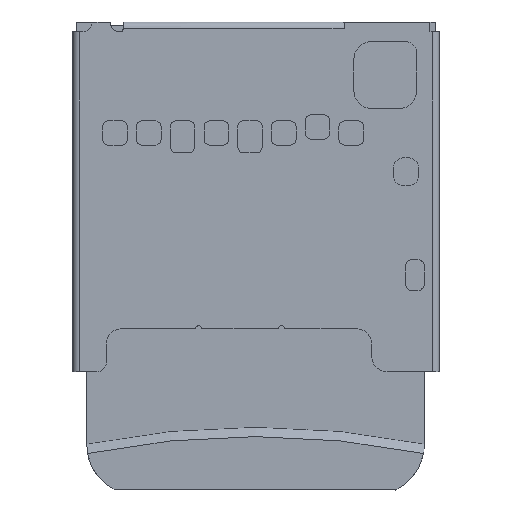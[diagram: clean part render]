
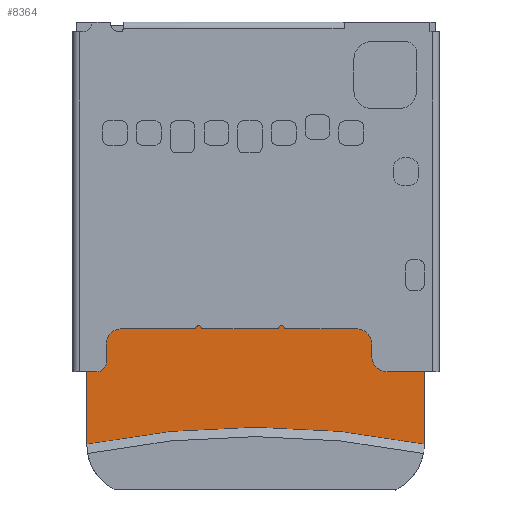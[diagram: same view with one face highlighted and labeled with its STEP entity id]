
A CAD part, top view. The second image highlights one B-rep face of the part: STEP entity #8364.
In plain terms, the highlighted planar face has unit normal (0, 0, 1).
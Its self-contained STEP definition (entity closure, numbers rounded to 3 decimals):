
#495=CIRCLE('',#9104,27.742);
#496=CIRCLE('',#9105,0.705);
#497=CIRCLE('',#9106,0.705);
#914=FACE_OUTER_BOUND('',#1358,.T.);
#1358=EDGE_LOOP('',(#7584,#7585,#7586,#7587,#7588,#7589,#7590,#7591,#7592,
#7593,#7594,#7595));
#2257=LINE('',#13890,#3171);
#2258=LINE('',#13894,#3172);
#2259=LINE('',#13896,#3173);
#2260=LINE('',#13898,#3174);
#2261=LINE('',#13900,#3175);
#2262=LINE('',#13902,#3176);
#2263=LINE('',#13904,#3177);
#2264=LINE('',#13906,#3178);
#2265=LINE('',#13910,#3179);
#3171=VECTOR('',#11429,1000.);
#3172=VECTOR('',#11432,1000.);
#3173=VECTOR('',#11433,1000.);
#3174=VECTOR('',#11434,1000.);
#3175=VECTOR('',#11435,1000.);
#3176=VECTOR('',#11436,1000.);
#3177=VECTOR('',#11437,1000.);
#3178=VECTOR('',#11438,1000.);
#3179=VECTOR('',#11441,1000.);
#3982=VERTEX_POINT('',#13876);
#3986=VERTEX_POINT('',#13889);
#3987=VERTEX_POINT('',#13891);
#3988=VERTEX_POINT('',#13893);
#3989=VERTEX_POINT('',#13895);
#3990=VERTEX_POINT('',#13897);
#3991=VERTEX_POINT('',#13899);
#3992=VERTEX_POINT('',#13901);
#3993=VERTEX_POINT('',#13903);
#3994=VERTEX_POINT('',#13905);
#3995=VERTEX_POINT('',#13907);
#3996=VERTEX_POINT('',#13909);
#5190=EDGE_CURVE('',#3986,#3982,#2257,.T.);
#5191=EDGE_CURVE('',#3982,#3987,#495,.T.);
#5192=EDGE_CURVE('',#3988,#3987,#2258,.T.);
#5193=EDGE_CURVE('',#3989,#3988,#2259,.T.);
#5194=EDGE_CURVE('',#3990,#3989,#2260,.T.);
#5195=EDGE_CURVE('',#3990,#3991,#2261,.T.);
#5196=EDGE_CURVE('',#3992,#3991,#2262,.T.);
#5197=EDGE_CURVE('',#3993,#3992,#2263,.T.);
#5198=EDGE_CURVE('',#3994,#3993,#2264,.T.);
#5199=EDGE_CURVE('',#3994,#3995,#496,.T.);
#5200=EDGE_CURVE('',#3996,#3995,#2265,.T.);
#5201=EDGE_CURVE('',#3996,#3986,#497,.T.);
#7584=ORIENTED_EDGE('',*,*,#5190,.T.);
#7585=ORIENTED_EDGE('',*,*,#5191,.T.);
#7586=ORIENTED_EDGE('',*,*,#5192,.F.);
#7587=ORIENTED_EDGE('',*,*,#5193,.F.);
#7588=ORIENTED_EDGE('',*,*,#5194,.F.);
#7589=ORIENTED_EDGE('',*,*,#5195,.T.);
#7590=ORIENTED_EDGE('',*,*,#5196,.F.);
#7591=ORIENTED_EDGE('',*,*,#5197,.F.);
#7592=ORIENTED_EDGE('',*,*,#5198,.F.);
#7593=ORIENTED_EDGE('',*,*,#5199,.T.);
#7594=ORIENTED_EDGE('',*,*,#5200,.F.);
#7595=ORIENTED_EDGE('',*,*,#5201,.T.);
#7940=PLANE('',#9103);
#8364=ADVANCED_FACE('',(#914),#7940,.T.);
#9103=AXIS2_PLACEMENT_3D('',#13888,#11427,#11428);
#9104=AXIS2_PLACEMENT_3D('',#13892,#11430,#11431);
#9105=AXIS2_PLACEMENT_3D('',#13908,#11439,#11440);
#9106=AXIS2_PLACEMENT_3D('',#13911,#11442,#11443);
#11427=DIRECTION('center_axis',(0.,0.,1.));
#11428=DIRECTION('ref_axis',(1.,0.,0.));
#11429=DIRECTION('',(0.,-1.,0.));
#11430=DIRECTION('center_axis',(0.,0.,-1.));
#11431=DIRECTION('ref_axis',(1.,0.,0.));
#11432=DIRECTION('',(0.,-1.,0.));
#11433=DIRECTION('',(0.636,-0.772,0.));
#11434=DIRECTION('',(0.,-1.,0.));
#11435=DIRECTION('',(0.868,0.496,0.));
#11436=DIRECTION('',(0.,-1.,0.));
#11437=DIRECTION('',(0.704,-0.71,0.));
#11438=DIRECTION('',(0.,-1.,0.));
#11439=DIRECTION('center_axis',(0.,0.,1.));
#11440=DIRECTION('ref_axis',(1.,0.,0.));
#11441=DIRECTION('',(1.,0.,0.));
#11442=DIRECTION('center_axis',(0.,0.,1.));
#11443=DIRECTION('ref_axis',(1.,0.,0.));
#13876=CARTESIAN_POINT('',(-5.516,-8.566,1.28));
#13888=CARTESIAN_POINT('Origin',(-0.01,-17.169,
1.28));
#13889=CARTESIAN_POINT('',(-5.516,4.333,1.28));
#13890=CARTESIAN_POINT('',(-5.516,-17.169,1.28));
#13891=CARTESIAN_POINT('',(5.485,-8.566,1.28));
#13892=CARTESIAN_POINT('Origin',(-0.016,-35.757,
1.28));
#13893=CARTESIAN_POINT('',(5.485,-4.784,1.28));
#13894=CARTESIAN_POINT('',(5.485,-17.169,1.28));
#13895=CARTESIAN_POINT('',(4.84,-4.,1.28));
#13896=CARTESIAN_POINT('',(9.342,-9.469,1.28));
#13897=CARTESIAN_POINT('',(4.84,-3.057,1.28));
#13898=CARTESIAN_POINT('',(4.84,-17.169,1.28));
#13899=CARTESIAN_POINT('',(5.496,-2.682,1.28));
#13900=CARTESIAN_POINT('',(-4.894,-8.613,1.28));
#13901=CARTESIAN_POINT('',(5.496,-1.231,1.28));
#13902=CARTESIAN_POINT('',(5.496,-17.169,1.28));
#13903=CARTESIAN_POINT('',(4.215,0.06,1.28));
#13904=CARTESIAN_POINT('',(10.734,-6.513,1.28));
#13905=CARTESIAN_POINT('',(4.215,4.333,1.28));
#13906=CARTESIAN_POINT('',(4.215,-17.169,1.28));
#13907=CARTESIAN_POINT('',(3.513,4.946,1.28));
#13908=CARTESIAN_POINT('Origin',(3.516,4.241,1.28));
#13909=CARTESIAN_POINT('',(-4.817,4.946,1.28));
#13910=CARTESIAN_POINT('',(-0.01,4.946,1.28));
#13911=CARTESIAN_POINT('Origin',(-4.817,4.241,1.28));
